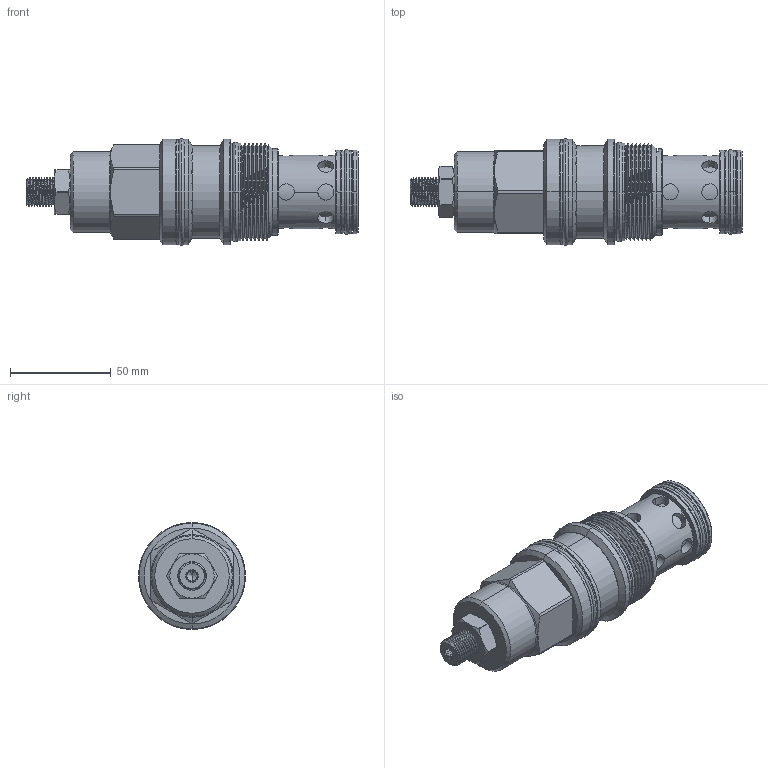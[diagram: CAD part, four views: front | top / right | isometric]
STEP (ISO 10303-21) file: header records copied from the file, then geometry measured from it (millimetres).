
FILE_DESCRIPTION (( 'STEP AP203' ), '1' );
FILE_NAME ('LO19A3A(3B)(3C)-L.STEP', '2016-06-04T08:05:47', ( '' ), ( '' ), 'SwSTEP 2.0', 'SolidWorks 2012', '' );
FILE_SCHEMA (( 'CONFIG_CONTROL_DESIGN' ));
Length unit declared in the file: millimetre
Products named in the file (1): LO19A3A(3B)(3C)-L
Bounding box: 164.84 x 53.11 x 53.11 mm (x, y, z)
Volume: 210687.7 mm3; surface area: 37477.4 mm2
Topology: 6 solids, 6 shells, 269 faces, 641 edges, 403 vertices
Faces by surface type: cylinder 140, plane 56, cone 38, torus 29, bspline 6
Entity records: 14541 total; most frequent: CARTESIAN_POINT 8489, ORIENTED_EDGE 1278, DIRECTION 1221, EDGE_CURVE 639, AXIS2_PLACEMENT_3D 503, VERTEX_POINT 403, EDGE_LOOP 300, FACE_OUTER_BOUND 269
